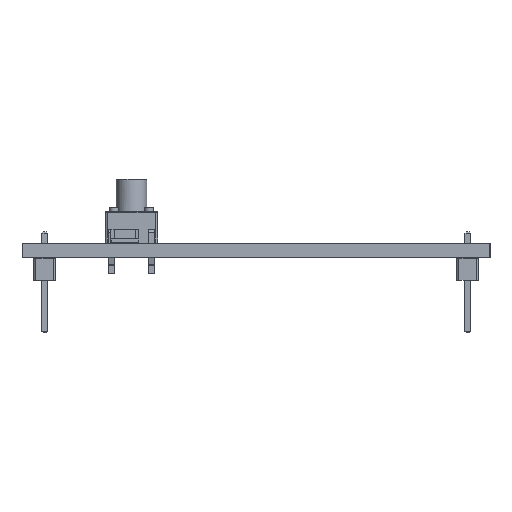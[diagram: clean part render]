
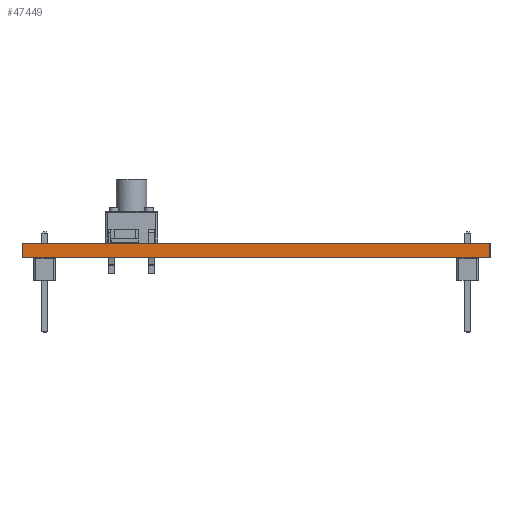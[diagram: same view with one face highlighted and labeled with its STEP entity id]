
A CAD part, left-side view. The second image highlights one B-rep face of the part: STEP entity #47449.
In plain terms, the highlighted planar face has unit normal (-1, 0, 0).
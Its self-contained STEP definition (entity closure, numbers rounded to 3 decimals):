
#47449 = ADVANCED_FACE('',(#47450),#47464,.F.);
#47450 = FACE_BOUND('',#47451,.F.);
#47451 = EDGE_LOOP('',(#47452,#47487,#47515,#47543));
#47452 = ORIENTED_EDGE('',*,*,#47453,.T.);
#47453 = EDGE_CURVE('',#47454,#47456,#47458,.T.);
#47454 = VERTEX_POINT('',#47455);
#47455 = CARTESIAN_POINT('',(0.,53.378,0.));
#47456 = VERTEX_POINT('',#47457);
#47457 = CARTESIAN_POINT('',(0.,53.378,1.6));
#47458 = SURFACE_CURVE('',#47459,(#47463,#47475),.PCURVE_S1.);
#47459 = LINE('',#47460,#47461);
#47460 = CARTESIAN_POINT('',(0.,53.378,0.));
#47461 = VECTOR('',#47462,1.);
#47462 = DIRECTION('',(0.,0.,1.));
#47463 = PCURVE('',#47464,#47469);
#47464 = PLANE('',#47465);
#47465 = AXIS2_PLACEMENT_3D('',#47466,#47467,#47468);
#47466 = CARTESIAN_POINT('',(0.,53.378,0.));
#47467 = DIRECTION('',(1.,0.,-0.));
#47468 = DIRECTION('',(0.,-1.,0.));
#47469 = DEFINITIONAL_REPRESENTATION('',(#47470),#47474);
#47470 = LINE('',#47471,#47472);
#47471 = CARTESIAN_POINT('',(0.,0.));
#47472 = VECTOR('',#47473,1.);
#47473 = DIRECTION('',(0.,-1.));
#47474 = ( GEOMETRIC_REPRESENTATION_CONTEXT(2) 
PARAMETRIC_REPRESENTATION_CONTEXT() REPRESENTATION_CONTEXT('2D SPACE',''
  ) );
#47475 = PCURVE('',#47476,#47481);
#47476 = PLANE('',#47477);
#47477 = AXIS2_PLACEMENT_3D('',#47478,#47479,#47480);
#47478 = CARTESIAN_POINT('',(64.505,53.378,0.));
#47479 = DIRECTION('',(0.,-1.,0.));
#47480 = DIRECTION('',(-1.,0.,0.));
#47481 = DEFINITIONAL_REPRESENTATION('',(#47482),#47486);
#47482 = LINE('',#47483,#47484);
#47483 = CARTESIAN_POINT('',(64.505,0.));
#47484 = VECTOR('',#47485,1.);
#47485 = DIRECTION('',(0.,-1.));
#47486 = ( GEOMETRIC_REPRESENTATION_CONTEXT(2) 
PARAMETRIC_REPRESENTATION_CONTEXT() REPRESENTATION_CONTEXT('2D SPACE',''
  ) );
#47487 = ORIENTED_EDGE('',*,*,#47488,.T.);
#47488 = EDGE_CURVE('',#47456,#47489,#47491,.T.);
#47489 = VERTEX_POINT('',#47490);
#47490 = CARTESIAN_POINT('',(0.,0.,1.6));
#47491 = SURFACE_CURVE('',#47492,(#47496,#47503),.PCURVE_S1.);
#47492 = LINE('',#47493,#47494);
#47493 = CARTESIAN_POINT('',(0.,53.378,1.6));
#47494 = VECTOR('',#47495,1.);
#47495 = DIRECTION('',(0.,-1.,0.));
#47496 = PCURVE('',#47464,#47497);
#47497 = DEFINITIONAL_REPRESENTATION('',(#47498),#47502);
#47498 = LINE('',#47499,#47500);
#47499 = CARTESIAN_POINT('',(0.,-1.6));
#47500 = VECTOR('',#47501,1.);
#47501 = DIRECTION('',(1.,0.));
#47502 = ( GEOMETRIC_REPRESENTATION_CONTEXT(2) 
PARAMETRIC_REPRESENTATION_CONTEXT() REPRESENTATION_CONTEXT('2D SPACE',''
  ) );
#47503 = PCURVE('',#47504,#47509);
#47504 = PLANE('',#47505);
#47505 = AXIS2_PLACEMENT_3D('',#47506,#47507,#47508);
#47506 = CARTESIAN_POINT('',(33.56,26.541,1.6));
#47507 = DIRECTION('',(0.,0.,1.));
#47508 = DIRECTION('',(1.,0.,-0.));
#47509 = DEFINITIONAL_REPRESENTATION('',(#47510),#47514);
#47510 = LINE('',#47511,#47512);
#47511 = CARTESIAN_POINT('',(-33.56,26.837));
#47512 = VECTOR('',#47513,1.);
#47513 = DIRECTION('',(0.,-1.));
#47514 = ( GEOMETRIC_REPRESENTATION_CONTEXT(2) 
PARAMETRIC_REPRESENTATION_CONTEXT() REPRESENTATION_CONTEXT('2D SPACE',''
  ) );
#47515 = ORIENTED_EDGE('',*,*,#47516,.F.);
#47516 = EDGE_CURVE('',#47517,#47489,#47519,.T.);
#47517 = VERTEX_POINT('',#47518);
#47518 = CARTESIAN_POINT('',(0.,-0.,0.));
#47519 = SURFACE_CURVE('',#47520,(#47524,#47531),.PCURVE_S1.);
#47520 = LINE('',#47521,#47522);
#47521 = CARTESIAN_POINT('',(0.,-0.,0.));
#47522 = VECTOR('',#47523,1.);
#47523 = DIRECTION('',(0.,0.,1.));
#47524 = PCURVE('',#47464,#47525);
#47525 = DEFINITIONAL_REPRESENTATION('',(#47526),#47530);
#47526 = LINE('',#47527,#47528);
#47527 = CARTESIAN_POINT('',(53.378,0.));
#47528 = VECTOR('',#47529,1.);
#47529 = DIRECTION('',(0.,-1.));
#47530 = ( GEOMETRIC_REPRESENTATION_CONTEXT(2) 
PARAMETRIC_REPRESENTATION_CONTEXT() REPRESENTATION_CONTEXT('2D SPACE',''
  ) );
#47531 = PCURVE('',#47532,#47537);
#47532 = PLANE('',#47533);
#47533 = AXIS2_PLACEMENT_3D('',#47534,#47535,#47536);
#47534 = CARTESIAN_POINT('',(0.,0.,0.));
#47535 = DIRECTION('',(0.,1.,0.));
#47536 = DIRECTION('',(1.,0.,0.));
#47537 = DEFINITIONAL_REPRESENTATION('',(#47538),#47542);
#47538 = LINE('',#47539,#47540);
#47539 = CARTESIAN_POINT('',(0.,0.));
#47540 = VECTOR('',#47541,1.);
#47541 = DIRECTION('',(0.,-1.));
#47542 = ( GEOMETRIC_REPRESENTATION_CONTEXT(2) 
PARAMETRIC_REPRESENTATION_CONTEXT() REPRESENTATION_CONTEXT('2D SPACE',''
  ) );
#47543 = ORIENTED_EDGE('',*,*,#47544,.F.);
#47544 = EDGE_CURVE('',#47454,#47517,#47545,.T.);
#47545 = SURFACE_CURVE('',#47546,(#47550,#47557),.PCURVE_S1.);
#47546 = LINE('',#47547,#47548);
#47547 = CARTESIAN_POINT('',(0.,53.378,0.));
#47548 = VECTOR('',#47549,1.);
#47549 = DIRECTION('',(0.,-1.,0.));
#47550 = PCURVE('',#47464,#47551);
#47551 = DEFINITIONAL_REPRESENTATION('',(#47552),#47556);
#47552 = LINE('',#47553,#47554);
#47553 = CARTESIAN_POINT('',(0.,0.));
#47554 = VECTOR('',#47555,1.);
#47555 = DIRECTION('',(1.,0.));
#47556 = ( GEOMETRIC_REPRESENTATION_CONTEXT(2) 
PARAMETRIC_REPRESENTATION_CONTEXT() REPRESENTATION_CONTEXT('2D SPACE',''
  ) );
#47557 = PCURVE('',#47558,#47563);
#47558 = PLANE('',#47559);
#47559 = AXIS2_PLACEMENT_3D('',#47560,#47561,#47562);
#47560 = CARTESIAN_POINT('',(33.56,26.541,0.));
#47561 = DIRECTION('',(0.,0.,1.));
#47562 = DIRECTION('',(1.,0.,-0.));
#47563 = DEFINITIONAL_REPRESENTATION('',(#47564),#47568);
#47564 = LINE('',#47565,#47566);
#47565 = CARTESIAN_POINT('',(-33.56,26.837));
#47566 = VECTOR('',#47567,1.);
#47567 = DIRECTION('',(0.,-1.));
#47568 = ( GEOMETRIC_REPRESENTATION_CONTEXT(2) 
PARAMETRIC_REPRESENTATION_CONTEXT() REPRESENTATION_CONTEXT('2D SPACE',''
  ) );
